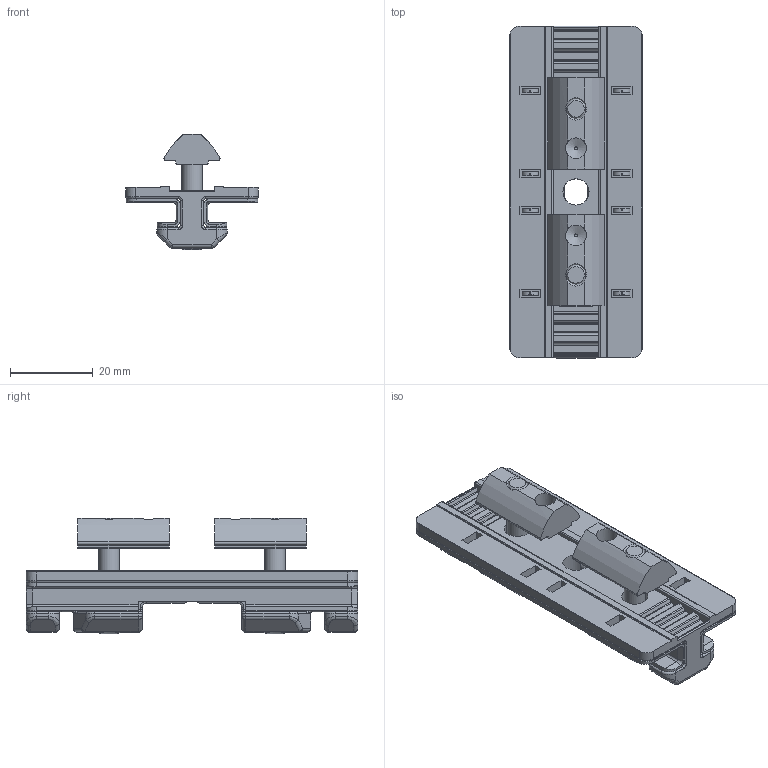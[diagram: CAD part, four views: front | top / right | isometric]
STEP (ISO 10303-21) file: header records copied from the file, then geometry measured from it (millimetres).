
FILE_DESCRIPTION (( 'STEP AP214' ), '1' );
FILE_NAME ('093PS0840L.STEP', '2014-10-24T14:07:01', ( 'Admin' ), ( 'Hewlett-Packard Company' ), 'SwSTEP 2.0', 'SolidWorks 2014', '' );
FILE_SCHEMA (( 'AUTOMOTIVE_DESIGN' ));
Length unit declared in the file: millimetre
Products named in the file (6): 096025_Standard; 4iso7380m0525m_Standard; 4iso3601d0515; 093PS0840FR02_Standard; 093PS0840FR01_Standard; 093PS0840L
Assembly tree (9 placements, depth 2):
  093PS0840L
    093PS0840FR01_Standard
    093PS0840FR02_Standard  x2
    4iso3601d0515  x2
    4iso7380m0525m_Standard  x2
    096025_Standard  x2
Bounding box: 32 x 80 x 27.8 mm (x, y, z)
Volume: 17874.3 mm3; surface area: 19639.5 mm2
Topology: 9 solids, 9 shells, 620 faces, 1603 edges, 980 vertices
Faces by surface type: plane 259, cylinder 241, torus 56, bspline 28, sphere 20, cone 16
Full cylindrical faces by diameter (mm): 4.2 x2, 5 x4, 6.3 x3
Entity records: 16818 total; most frequent: CARTESIAN_POINT 4044, ORIENTED_EDGE 2638, DIRECTION 2636, EDGE_CURVE 1319, AXIS2_PLACEMENT_3D 943, VERTEX_POINT 817, VECTOR 750, LINE 750
